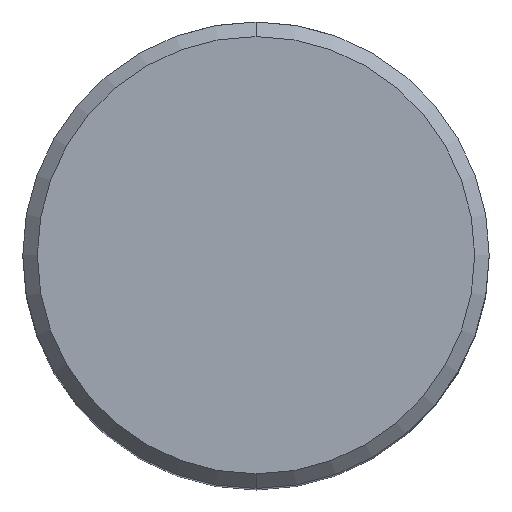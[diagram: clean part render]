
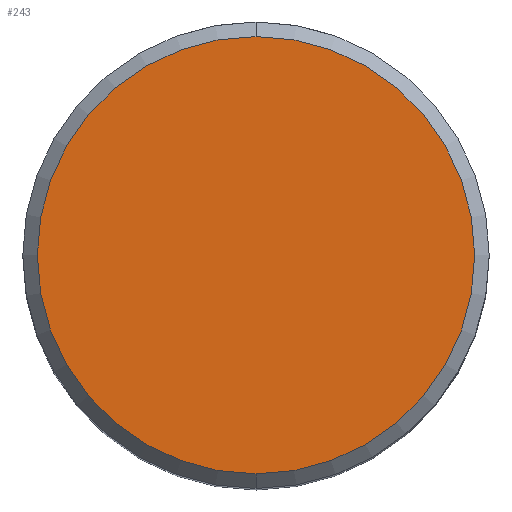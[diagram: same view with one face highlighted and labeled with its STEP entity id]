
A CAD part, top view. The second image highlights one B-rep face of the part: STEP entity #243.
In plain terms, the highlighted planar face has unit normal (0, 0, 1).
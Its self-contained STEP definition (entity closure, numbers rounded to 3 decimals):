
#221=VERTEX_POINT('',#535);
#243=ADVANCED_FACE('',(#557),#558,.T.);
#255=EDGE_CURVE('',#221,#359,#570,.T.);
#269=EDGE_CURVE('',#359,#221,#586,.T.);
#359=VERTEX_POINT('',#686);
#535=CARTESIAN_POINT('',(0.0,15.0,0.0));
#557=FACE_OUTER_BOUND('',#930,.T.);
#558=PLANE('',#931);
#570=CIRCLE('',#1007,15.0);
#586=CIRCLE('',#1050,15.0);
#686=CARTESIAN_POINT('',(0.,-15.0,0.0));
#930=EDGE_LOOP('',(#1697,#1698));
#931=AXIS2_PLACEMENT_3D('',#1699,#1700,#1701);
#1007=AXIS2_PLACEMENT_3D('',#1702,#1703,#1704);
#1050=AXIS2_PLACEMENT_3D('',#1725,#1726,#1727);
#1697=ORIENTED_EDGE('',*,*,#255,.F.);
#1698=ORIENTED_EDGE('',*,*,#269,.F.);
#1699=CARTESIAN_POINT('',(0.0,7.5,0.0));
#1700=DIRECTION('',(-0.0,0.0,1.0));
#1701=DIRECTION('',(0.0,-1.0,0.0));
#1702=CARTESIAN_POINT('',(0.0,0.0,0.0));
#1703=DIRECTION('',(0.0,0.0,-1.0));
#1704=DIRECTION('',(0.0,1.0,0.0));
#1725=CARTESIAN_POINT('',(0.0,0.0,0.0));
#1726=DIRECTION('',(0.0,0.0,-1.0));
#1727=DIRECTION('',(0.0,1.0,0.0));
